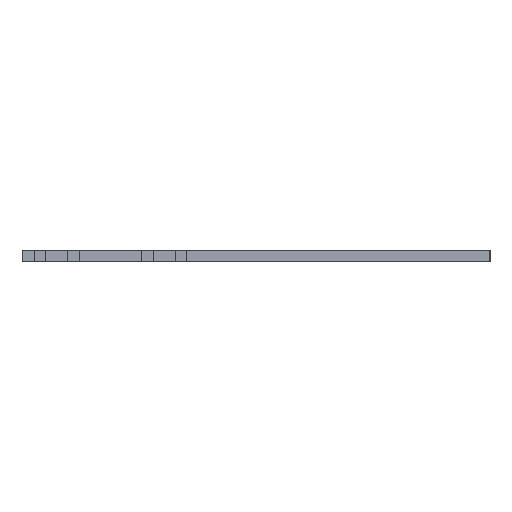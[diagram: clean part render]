
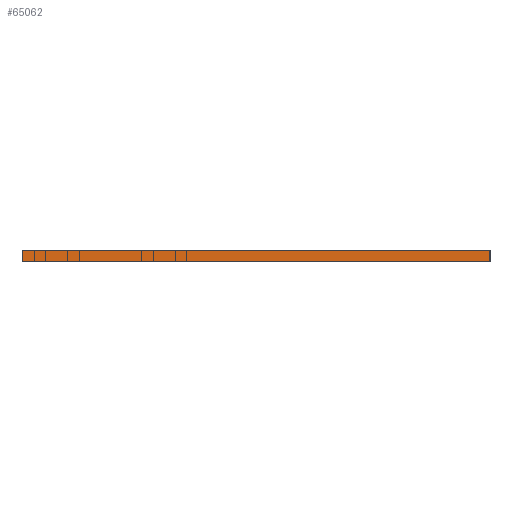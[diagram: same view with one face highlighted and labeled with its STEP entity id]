
A CAD part, left-side view. The second image highlights one B-rep face of the part: STEP entity #65062.
In plain terms, the highlighted planar face has unit normal (-1, 0, 0).
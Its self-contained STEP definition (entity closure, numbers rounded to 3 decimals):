
#34=CARTESIAN_POINT('',(0.75,-0.55,3.));
#35=VERTEX_POINT('',#34);
#42=CARTESIAN_POINT('',(0.75,-0.55,0.));
#43=VERTEX_POINT('',#42);
#44=CARTESIAN_POINT('',(0.75,-0.55,3.));
#45=DIRECTION('',(0.,0.,-1.));
#46=VECTOR('',#45,3.);
#47=LINE('',#44,#46);
#48=EDGE_CURVE('',#35,#43,#47,.T.);
#16026=CARTESIAN_POINT('',(0.75,123.75,3.));
#16027=VERTEX_POINT('',#16026);
#16036=CARTESIAN_POINT('',(0.75,-0.55,3.));
#16037=DIRECTION('',(0.,1.,0.));
#16038=VECTOR('',#16037,124.3);
#16039=LINE('',#16036,#16038);
#16040=EDGE_CURVE('',#35,#16027,#16039,.T.);
#32011=CARTESIAN_POINT('',(0.75,123.75,0.));
#32012=VERTEX_POINT('',#32011);
#32013=CARTESIAN_POINT('',(0.75,-0.55,0.));
#32014=DIRECTION('',(0.,1.,0.));
#32015=VECTOR('',#32014,124.3);
#32016=LINE('',#32013,#32015);
#32017=EDGE_CURVE('',#43,#32012,#32016,.T.);
#65039=CARTESIAN_POINT('',(0.75,123.75,3.));
#65040=DIRECTION('',(0.,0.,-1.));
#65041=VECTOR('',#65040,3.);
#65042=LINE('',#65039,#65041);
#65043=EDGE_CURVE('',#16027,#32012,#65042,.T.);
#65051=CARTESIAN_POINT('',(0.75,61.6,3.));
#65052=DIRECTION('',(-1.,0.,0.));
#65053=DIRECTION('',(0.,0.,1.));
#65054=AXIS2_PLACEMENT_3D('',#65051,#65052,#65053);
#65055=PLANE('',#65054);
#65056=ORIENTED_EDGE('',*,*,#16040,.T.);
#65057=ORIENTED_EDGE('',*,*,#65043,.T.);
#65058=ORIENTED_EDGE('',*,*,#32017,.F.);
#65059=ORIENTED_EDGE('',*,*,#48,.F.);
#65060=EDGE_LOOP('',(#65056,#65057,#65058,#65059));
#65061=FACE_BOUND('',#65060,.T.);
#65062=ADVANCED_FACE('',(#65061),#65055,.T.);
